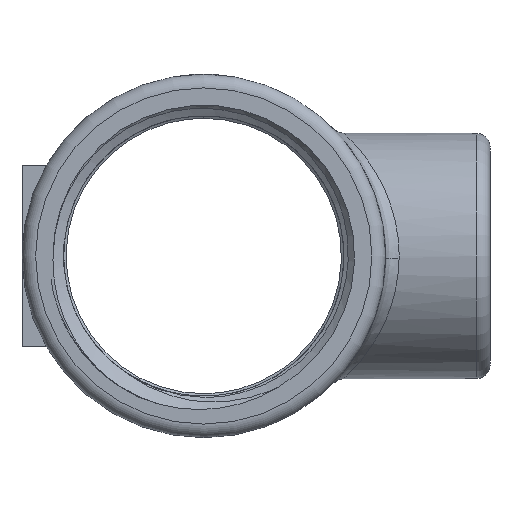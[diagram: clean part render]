
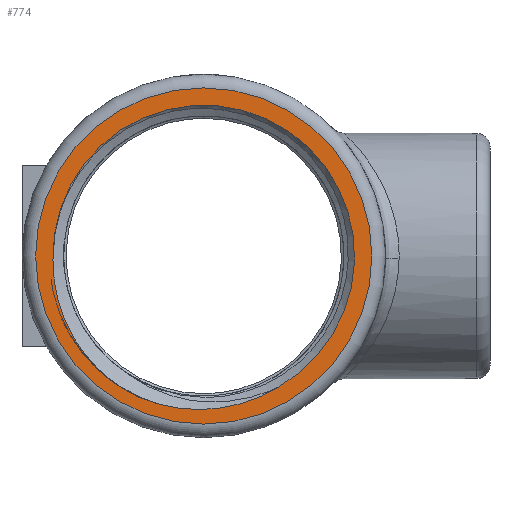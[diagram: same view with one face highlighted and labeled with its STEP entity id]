
A CAD part, left-side view. The second image highlights one B-rep face of the part: STEP entity #774.
In plain terms, the highlighted planar face has unit normal (-1, 0, 0).
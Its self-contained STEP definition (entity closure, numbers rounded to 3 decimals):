
#44=CIRCLE('',#825,16.6);
#45=CIRCLE('',#826,18.5);
#64=PLANE('',#824);
#130=B_SPLINE_CURVE_WITH_KNOTS('',3,(#11006,#11007,#11008,#11009,#11010),
 .UNSPECIFIED.,.F.,.F.,(4,1,4),(0.,0.5,1.),.UNSPECIFIED.);
#133=B_SPLINE_CURVE_WITH_KNOTS('',3,(#12482,#12483,#12484,#12485,#12486),
 .UNSPECIFIED.,.F.,.F.,(4,1,4),(0.,0.5,1.),.UNSPECIFIED.);
#137=B_SPLINE_CURVE_WITH_KNOTS('',3,(#14267,#14268,#14269,#14270,#14271,
#14272,#14273),.UNSPECIFIED.,.F.,.F.,(4,1,1,1,4),(0.,0.25,0.5,0.75,1.),
 .UNSPECIFIED.);
#281=ORIENTED_EDGE('',*,*,#473,.F.);
#282=ORIENTED_EDGE('',*,*,#481,.T.);
#283=ORIENTED_EDGE('',*,*,#468,.F.);
#284=ORIENTED_EDGE('',*,*,#478,.F.);
#285=ORIENTED_EDGE('',*,*,#482,.T.);
#468=EDGE_CURVE('',#569,#570,#130,.F.);
#473=EDGE_CURVE('',#573,#574,#133,.F.);
#478=EDGE_CURVE('',#574,#569,#137,.F.);
#481=EDGE_CURVE('',#573,#570,#44,.T.);
#482=EDGE_CURVE('',#579,#579,#45,.T.);
#569=VERTEX_POINT('',#11011);
#570=VERTEX_POINT('',#11012);
#573=VERTEX_POINT('',#12487);
#574=VERTEX_POINT('',#12488);
#579=VERTEX_POINT('',#14282);
#656=EDGE_LOOP('',(#281,#282,#283,#284));
#657=EDGE_LOOP('',(#285));
#710=FACE_BOUND('',#656,.T.);
#711=FACE_BOUND('',#657,.T.);
#774=ADVANCED_FACE('',(#710,#711),#64,.F.);
#824=AXIS2_PLACEMENT_3D('',#14279,#916,#917);
#825=AXIS2_PLACEMENT_3D('',#14280,#918,#919);
#826=AXIS2_PLACEMENT_3D('',#14281,#920,#921);
#916=DIRECTION('',(1.,0.,0.));
#917=DIRECTION('',(0.,0.,-1.));
#918=DIRECTION('',(1.,0.,0.));
#919=DIRECTION('',(0.,0.,-1.));
#920=DIRECTION('',(-1.,0.,0.));
#921=DIRECTION('',(0.,0.,-1.));
#11006=CARTESIAN_POINT('',(-31.,-8.226,-14.418));
#11007=CARTESIAN_POINT('',(-31.,-6.304,-15.601));
#11008=CARTESIAN_POINT('',(-31.,-1.992,-17.17));
#11009=CARTESIAN_POINT('',(-31.,2.608,-16.922));
#11010=CARTESIAN_POINT('',(-31.,4.807,-16.354));
#11011=CARTESIAN_POINT('',(-31.,4.807,-16.354));
#11012=CARTESIAN_POINT('',(-31.,-8.226,-14.418));
#12482=CARTESIAN_POINT('',(-31.,11.532,-12.553));
#12483=CARTESIAN_POINT('',(-31.,13.148,-10.969));
#12484=CARTESIAN_POINT('',(-31.,15.728,-7.148));
#12485=CARTESIAN_POINT('',(-31.,16.619,-2.657));
#12486=CARTESIAN_POINT('',(-31.,16.595,-0.39));
#12487=CARTESIAN_POINT('',(-31.,16.595,-0.39));
#12488=CARTESIAN_POINT('',(-31.,11.532,-12.553));
#14267=CARTESIAN_POINT('',(-31.,4.807,-16.354));
#14268=CARTESIAN_POINT('',(-31.,5.412,-16.198));
#14269=CARTESIAN_POINT('',(-31.,6.682,-15.766));
#14270=CARTESIAN_POINT('',(-31.,8.429,-14.912));
#14271=CARTESIAN_POINT('',(-31.,10.061,-13.855));
#14272=CARTESIAN_POINT('',(-31.,11.086,-12.99));
#14273=CARTESIAN_POINT('',(-31.,11.532,-12.553));
#14279=CARTESIAN_POINT('',(-31.,20.,0.));
#14280=CARTESIAN_POINT('',(-31.,0.,0.));
#14281=CARTESIAN_POINT('',(-31.,0.,0.));
#14282=CARTESIAN_POINT('',(-31.,0.,-18.5));
